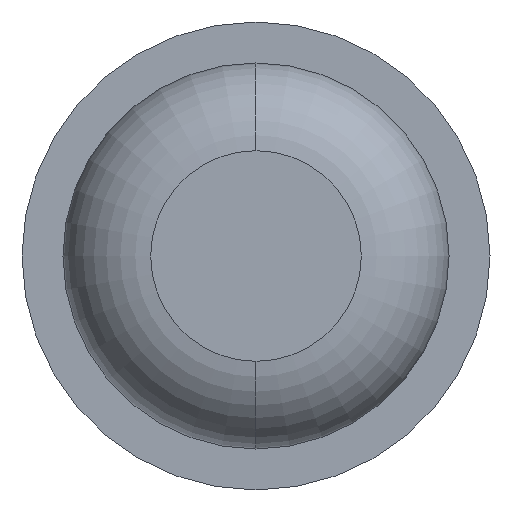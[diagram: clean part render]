
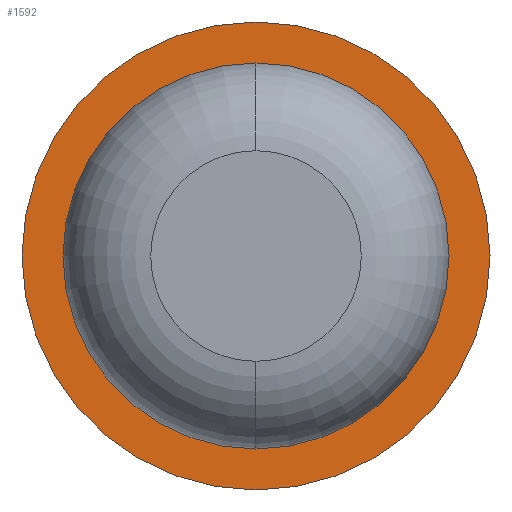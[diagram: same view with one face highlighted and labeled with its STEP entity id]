
A CAD part, front view. The second image highlights one B-rep face of the part: STEP entity #1592.
In plain terms, the highlighted planar face has unit normal (0, -1, 0).
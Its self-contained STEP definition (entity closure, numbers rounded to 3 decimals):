
#95 = VERTEX_POINT ( 'NONE', #4015 ) ;
#373 = CIRCLE ( 'NONE', #1121, 0.825 ) ;
#683 = DIRECTION ( 'NONE',  ( 0., 1., 0. ) ) ;
#774 = VERTEX_POINT ( 'NONE', #4318 ) ;
#836 = EDGE_CURVE ( 'Defeature ausgef�hrt1_6+Defeature ausgef�hrt1_5+Defeature ausgef�hrt1_5+Defeature ausgef�hrt1_5', #95, #4274, #2702, .T. ) ;
#1121 = AXIS2_PLACEMENT_3D ( 'NONE', #1317, #4505, #2911 ) ;
#1172 = ORIENTED_EDGE ( 'NONE', *, *, #1831, .T. ) ;
#1305 = CARTESIAN_POINT ( 'NONE',  ( 1., -8., 0. ) ) ;
#1317 = CARTESIAN_POINT ( 'NONE',  ( 0., -8., 0. ) ) ;
#1319 = DIRECTION ( 'NONE',  ( -1., 0., 0. ) ) ;
#1333 = AXIS2_PLACEMENT_3D ( 'NONE', #1632, #2394, #3202 ) ;
#1335 = CARTESIAN_POINT ( 'NONE',  ( 0., -8., 0. ) ) ;
#1592 = ADVANCED_FACE ( 'Defeature ausgef�hrt1_5', ( #3363, #1819 ), #2836, .F. ) ;
#1632 = CARTESIAN_POINT ( 'NONE',  ( 0.825, -8., 0. ) ) ;
#1733 = VERTEX_POINT ( 'NONE', #3003 ) ;
#1819 = FACE_BOUND ( 'NONE', #4137, .T. ) ;
#1831 = EDGE_CURVE ( 'Defeature ausgef�hrt1_5+Defeature ausgef�hrt1_0+Defeature ausgef�hrt1_0+Defeature ausgef�hrt1_0', #774, #1733, #4760, .T. ) ;
#2091 = EDGE_CURVE ( 'Defeature ausgef�hrt1_5+Defeature ausgef�hrt1_0+Defeature ausgef�hrt1_0+Defeature ausgef�hrt1_0', #1733, #774, #373, .T. ) ;
#2110 = ORIENTED_EDGE ( 'NONE', *, *, #2091, .T. ) ;
#2118 = CARTESIAN_POINT ( 'NONE',  ( 0., -8., 0. ) ) ;
#2148 = AXIS2_PLACEMENT_3D ( 'NONE', #1335, #2894, #1319 ) ;
#2238 = CIRCLE ( 'NONE', #4649, 1. ) ;
#2303 = DIRECTION ( 'NONE',  ( -1., 0., 0. ) ) ;
#2394 = DIRECTION ( 'NONE',  ( 0., 1., 0. ) ) ;
#2702 = CIRCLE ( 'NONE', #2148, 1. ) ;
#2836 = PLANE ( 'NONE',  #1333 ) ;
#2894 = DIRECTION ( 'NONE',  ( 0., 1., 0. ) ) ;
#2911 = DIRECTION ( 'NONE',  ( -1., 0., 0. ) ) ;
#3003 = CARTESIAN_POINT ( 'NONE',  ( 0., -8., -0.825 ) ) ;
#3200 = AXIS2_PLACEMENT_3D ( 'NONE', #5045, #683, #2303 ) ;
#3202 = DIRECTION ( 'NONE',  ( -1., 0., 0. ) ) ;
#3363 = FACE_OUTER_BOUND ( 'NONE', #4471, .T. ) ;
#3815 = EDGE_CURVE ( 'Defeature ausgef�hrt1_6+Defeature ausgef�hrt1_5+Defeature ausgef�hrt1_5+Defeature ausgef�hrt1_5', #4274, #95, #2238, .T. ) ;
#3912 = ORIENTED_EDGE ( 'NONE', *, *, #3815, .F. ) ;
#4015 = CARTESIAN_POINT ( 'NONE',  ( -1., -8., 0. ) ) ;
#4051 = DIRECTION ( 'NONE',  ( 0., 1., 0. ) ) ;
#4137 = EDGE_LOOP ( 'NONE', ( #1172, #2110 ) ) ;
#4274 = VERTEX_POINT ( 'NONE', #1305 ) ;
#4318 = CARTESIAN_POINT ( 'NONE',  ( 0., -8., 0.825 ) ) ;
#4471 = EDGE_LOOP ( 'NONE', ( #5122, #3912 ) ) ;
#4484 = DIRECTION ( 'NONE',  ( -1., 0., 0. ) ) ;
#4505 = DIRECTION ( 'NONE',  ( 0., 1., 0. ) ) ;
#4649 = AXIS2_PLACEMENT_3D ( 'NONE', #2118, #4051, #4484 ) ;
#4760 = CIRCLE ( 'NONE', #3200, 0.825 ) ;
#5045 = CARTESIAN_POINT ( 'NONE',  ( 0., -8., 0. ) ) ;
#5122 = ORIENTED_EDGE ( 'NONE', *, *, #836, .F. ) ;
